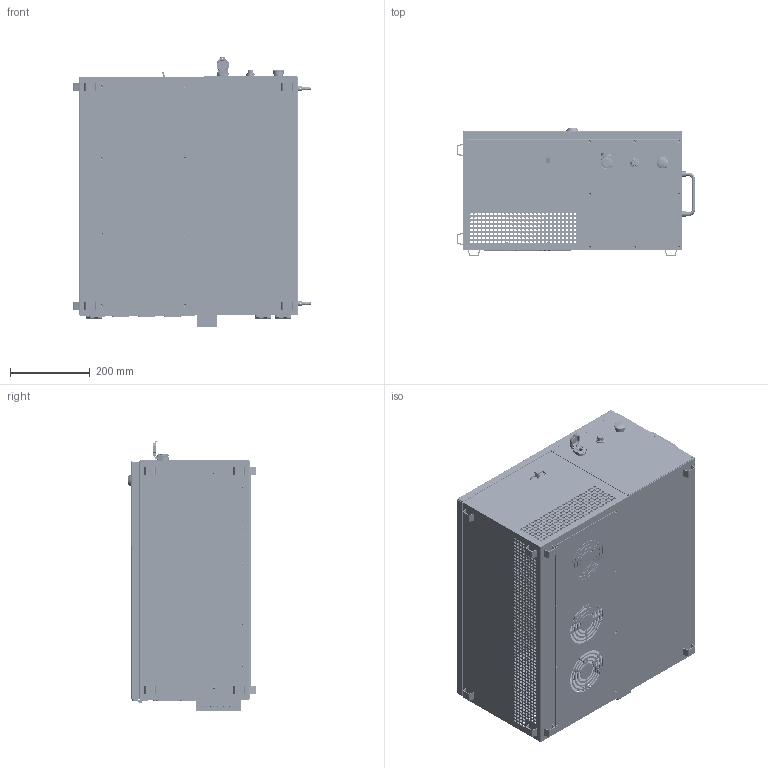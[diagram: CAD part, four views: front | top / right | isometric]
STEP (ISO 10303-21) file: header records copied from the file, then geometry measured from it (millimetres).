
FILE_DESCRIPTION (( 'STEP AP214' ), '1' );
FILE_NAME ('Hi5a-S20 寇屈.STEP', '2021-03-22T00:12:00', ( 'HHI' ), ( '' ), 'SwSTEP 2.0', 'SolidWorks 2020', '' );
FILE_SCHEMA (( 'AUTOMOTIVE_DESIGN' ));
Length unit declared in the file: millimetre
Products named in the file (1): Hi5a-S20 諼⑽
Bounding box: 598 x 321.6 x 680.7 mm (x, y, z)
Surface area: 3119333.6 mm2 (no closed solid volume)
Topology: 0 solids, 66 shells, 5450 faces, 14722 edges, 9468 vertices
Faces by surface type: cylinder 3265, plane 1660, bspline 351, cone 141, torus 33
Entity records: 246809 total; most frequent: CARTESIAN_POINT 42797, DIRECTION 30403, ORIENTED_EDGE 29310, EDGE_CURVE 14663, AXIS2_PLACEMENT_3D 11651, VERTEX_POINT 9468, EDGE_LOOP 7845, VECTOR 7101
